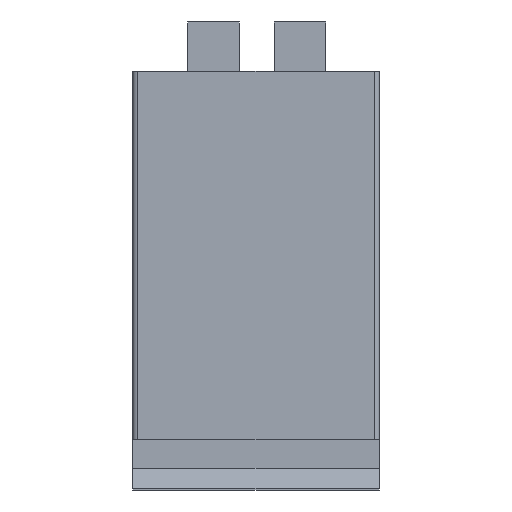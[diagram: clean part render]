
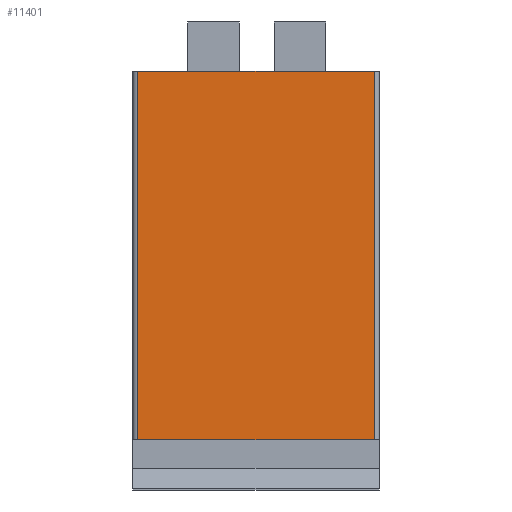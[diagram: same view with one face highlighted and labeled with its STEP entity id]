
A CAD part, front view. The second image highlights one B-rep face of the part: STEP entity #11401.
In plain terms, the highlighted planar face has unit normal (0, -1, 0).
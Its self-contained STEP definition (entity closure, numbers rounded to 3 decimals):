
#78 = EDGE_CURVE ( 'NONE', #14700, #15153, #7070, .T. ) ;
#109 = VECTOR ( 'NONE', #4723, 1000. ) ;
#348 = EDGE_LOOP ( 'NONE', ( #10008, #10480, #15980, #2851 ) ) ;
#385 = DIRECTION ( 'NONE',  ( 1., 0., 0. ) ) ;
#558 = VERTEX_POINT ( 'NONE', #11260 ) ;
#1643 = CARTESIAN_POINT ( 'NONE',  ( 1., 0., 0. ) ) ;
#1793 = VECTOR ( 'NONE', #9200, 1000. ) ;
#2851 = ORIENTED_EDGE ( 'NONE', *, *, #10974, .T. ) ;
#2897 = CARTESIAN_POINT ( 'NONE',  ( 1., 0., 68. ) ) ;
#3214 = CARTESIAN_POINT ( 'NONE',  ( 0., 0., 0. ) ) ;
#4697 = LINE ( 'NONE', #6538, #7604 ) ;
#4723 = DIRECTION ( 'NONE',  ( 0., 0., -1. ) ) ;
#5054 = VERTEX_POINT ( 'NONE', #5930 ) ;
#5082 = LINE ( 'NONE', #7969, #1793 ) ;
#5930 = CARTESIAN_POINT ( 'NONE',  ( 44.6, 0., 0. ) ) ;
#6261 = DIRECTION ( 'NONE',  ( 0., 1., 0. ) ) ;
#6538 = CARTESIAN_POINT ( 'NONE',  ( 0., 0., 68. ) ) ;
#7070 = LINE ( 'NONE', #1643, #109 ) ;
#7604 = VECTOR ( 'NONE', #385, 1000. ) ;
#7969 = CARTESIAN_POINT ( 'NONE',  ( 44.6, 0., 68. ) ) ;
#9200 = DIRECTION ( 'NONE',  ( 0., 0., 1. ) ) ;
#10008 = ORIENTED_EDGE ( 'NONE', *, *, #14029, .F. ) ;
#10480 = ORIENTED_EDGE ( 'NONE', *, *, #78, .T. ) ;
#10974 = EDGE_CURVE ( 'NONE', #5054, #558, #5082, .T. ) ;
#11118 = EDGE_CURVE ( 'NONE', #15153, #5054, #12617, .T. ) ;
#11260 = CARTESIAN_POINT ( 'NONE',  ( 44.6, 0., 68. ) ) ;
#11401 = ADVANCED_FACE ( 'NONE', ( #12024 ), #14856, .F. ) ;
#11598 = AXIS2_PLACEMENT_3D ( 'NONE', #13669, #6261, #14922 ) ;
#12024 = FACE_OUTER_BOUND ( 'NONE', #348, .T. ) ;
#12617 = LINE ( 'NONE', #3214, #15508 ) ;
#13130 = DIRECTION ( 'NONE',  ( 1., 0., 0. ) ) ;
#13669 = CARTESIAN_POINT ( 'NONE',  ( 0., 0., 68. ) ) ;
#14029 = EDGE_CURVE ( 'NONE', #14700, #558, #4697, .T. ) ;
#14700 = VERTEX_POINT ( 'NONE', #2897 ) ;
#14856 = PLANE ( 'NONE',  #11598 ) ;
#14922 = DIRECTION ( 'NONE',  ( 0., 0., 1. ) ) ;
#15153 = VERTEX_POINT ( 'NONE', #15276 ) ;
#15276 = CARTESIAN_POINT ( 'NONE',  ( 1., 0., 0. ) ) ;
#15508 = VECTOR ( 'NONE', #13130, 1000. ) ;
#15980 = ORIENTED_EDGE ( 'NONE', *, *, #11118, .T. ) ;
